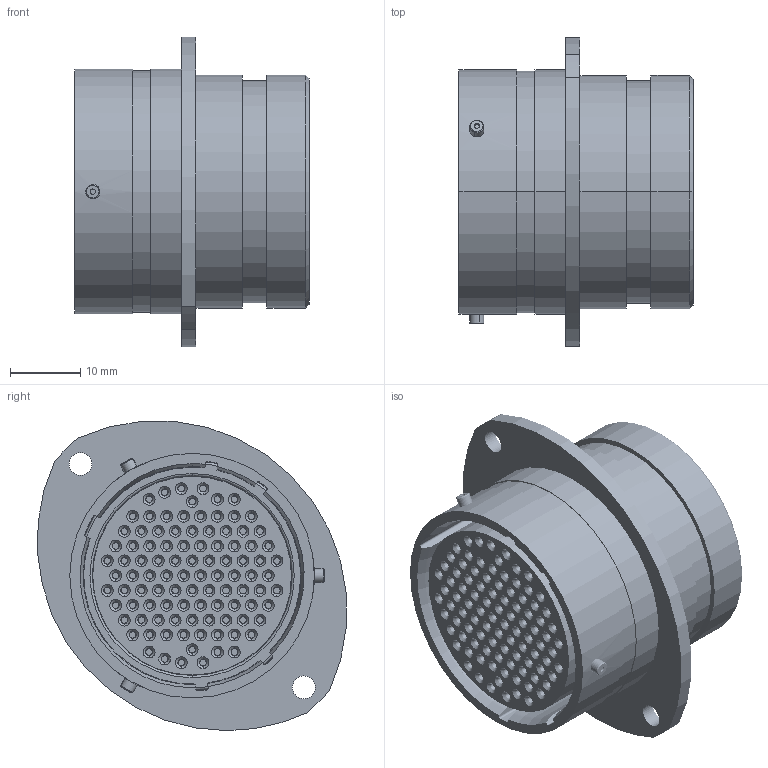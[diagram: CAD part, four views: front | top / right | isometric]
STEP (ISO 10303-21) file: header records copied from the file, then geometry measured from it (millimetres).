
FILE_DESCRIPTION (( 'STEP AP214' ), '1' );
FILE_NAME ('AS022-35SC.STEP', '2022-02-02T12:37:20', ( '' ), ( '' ), 'SwSTEP 2.0', 'SolidWorks 2020', '' );
FILE_SCHEMA (( 'AUTOMOTIVE_DESIGN' ));
Length unit declared in the file: millimetre
Products named in the file (1): AS022-35SC
Bounding box: 33.31 x 43.94 x 44 mm (x, y, z)
Volume: 23165.1 mm3; surface area: 27890.9 mm2
Topology: 9 solids, 9 shells, 2114 faces, 4704 edges, 2718 vertices
Faces by surface type: torus 820, cone 620, cylinder 505, plane 153, sphere 16
Entity records: 83260 total; most frequent: DIRECTION 12362, CARTESIAN_POINT 9795, ORIENTED_EDGE 9372, AXIS2_PLACEMENT_3D 5603, EDGE_CURVE 4686, CIRCLE 3490, VERTEX_POINT 2710, EDGE_LOOP 2646
